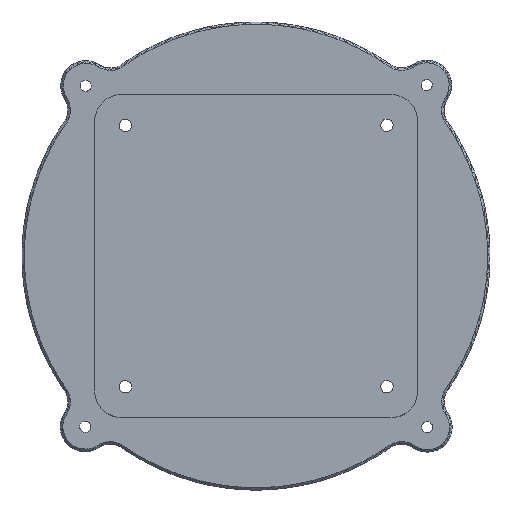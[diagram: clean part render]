
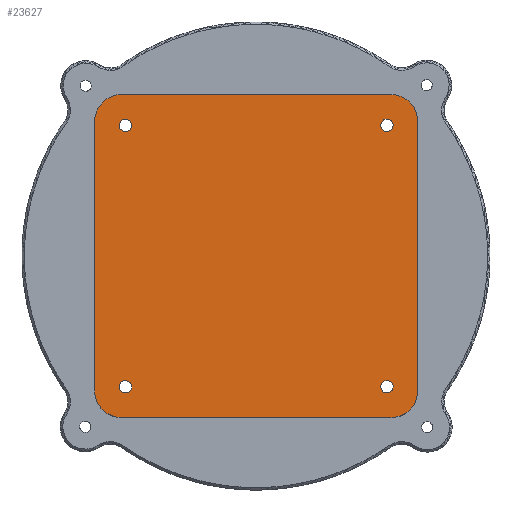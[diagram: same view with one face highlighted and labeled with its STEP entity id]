
A CAD part, top view. The second image highlights one B-rep face of the part: STEP entity #23627.
In plain terms, the highlighted planar face has unit normal (0, 0, 1).
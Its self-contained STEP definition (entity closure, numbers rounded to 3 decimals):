
#31=CIRCLE('',#23670,10.812);
#32=CIRCLE('',#23673,10.812);
#33=CIRCLE('',#23677,10.812);
#34=CIRCLE('',#23680,10.812);
#35=CIRCLE('',#25316,2.48);
#36=CIRCLE('',#25317,2.48);
#37=CIRCLE('',#25318,2.48);
#38=CIRCLE('',#25319,2.48);
#54=FACE_BOUND('',#3393,.T.);
#55=FACE_BOUND('',#3394,.T.);
#56=FACE_BOUND('',#3395,.T.);
#57=FACE_BOUND('',#3396,.T.);
#1715=FACE_OUTER_BOUND('',#3392,.T.);
#3392=EDGE_LOOP('',(#20288,#20289,#20290,#20291,#20292,#20293,#20294,#20295));
#3393=EDGE_LOOP('',(#20296));
#3394=EDGE_LOOP('',(#20297));
#3395=EDGE_LOOP('',(#20298));
#3396=EDGE_LOOP('',(#20299));
#3892=LINE('',#32770,#6977);
#3895=LINE('',#32778,#6980);
#3896=LINE('',#32781,#6981);
#3899=LINE('',#32789,#6984);
#6977=VECTOR('',#25869,10.2);
#6980=VECTOR('',#25878,10.2);
#6981=VECTOR('',#25881,10.2);
#6984=VECTOR('',#25890,10.2);
#10053=VERTEX_POINT('',#32762);
#10054=VERTEX_POINT('',#32764);
#10055=VERTEX_POINT('',#32768);
#10056=VERTEX_POINT('',#32772);
#10057=VERTEX_POINT('',#32776);
#10058=VERTEX_POINT('',#32780);
#10059=VERTEX_POINT('',#32784);
#10060=VERTEX_POINT('',#32788);
#11009=VERTEX_POINT('',#37957);
#11010=VERTEX_POINT('',#37959);
#11011=VERTEX_POINT('',#37961);
#11012=VERTEX_POINT('',#37963);
#11510=EDGE_CURVE('',#10054,#10053,#31,.T.);
#11513=EDGE_CURVE('',#10053,#10055,#3892,.T.);
#11515=EDGE_CURVE('',#10055,#10056,#32,.T.);
#11517=EDGE_CURVE('',#10056,#10057,#3895,.T.);
#11518=EDGE_CURVE('',#10058,#10054,#3896,.T.);
#11520=EDGE_CURVE('',#10059,#10058,#33,.T.);
#11522=EDGE_CURVE('',#10060,#10059,#3899,.T.);
#11524=EDGE_CURVE('',#10057,#10060,#34,.T.);
#14106=EDGE_CURVE('',#11009,#11009,#35,.T.);
#14107=EDGE_CURVE('',#11010,#11010,#36,.T.);
#14108=EDGE_CURVE('',#11011,#11011,#37,.T.);
#14109=EDGE_CURVE('',#11012,#11012,#38,.T.);
#20288=ORIENTED_EDGE('',*,*,#11524,.T.);
#20289=ORIENTED_EDGE('',*,*,#11522,.T.);
#20290=ORIENTED_EDGE('',*,*,#11520,.T.);
#20291=ORIENTED_EDGE('',*,*,#11518,.T.);
#20292=ORIENTED_EDGE('',*,*,#11510,.T.);
#20293=ORIENTED_EDGE('',*,*,#11513,.T.);
#20294=ORIENTED_EDGE('',*,*,#11515,.T.);
#20295=ORIENTED_EDGE('',*,*,#11517,.T.);
#20296=ORIENTED_EDGE('',*,*,#14106,.F.);
#20297=ORIENTED_EDGE('',*,*,#14107,.F.);
#20298=ORIENTED_EDGE('',*,*,#14108,.F.);
#20299=ORIENTED_EDGE('',*,*,#14109,.F.);
#21969=PLANE('',#25315);
#23627=ADVANCED_FACE('',(#1715,#54,#55,#56,#57),#21969,.T.);
#23670=AXIS2_PLACEMENT_3D('',#32765,#25863,#25864);
#23673=AXIS2_PLACEMENT_3D('',#32774,#25873,#25874);
#23677=AXIS2_PLACEMENT_3D('',#32785,#25885,#25886);
#23680=AXIS2_PLACEMENT_3D('',#32792,#25894,#25895);
#25315=AXIS2_PLACEMENT_3D('',#37956,#31745,#31746);
#25316=AXIS2_PLACEMENT_3D('',#37958,#31747,#31748);
#25317=AXIS2_PLACEMENT_3D('',#37960,#31749,#31750);
#25318=AXIS2_PLACEMENT_3D('',#37962,#31751,#31752);
#25319=AXIS2_PLACEMENT_3D('',#37964,#31753,#31754);
#25863=DIRECTION('center_axis',(0.,0.,1.));
#25864=DIRECTION('ref_axis',(-0.978,0.208,0.));
#25869=DIRECTION('',(-1.,0.,0.));
#25873=DIRECTION('center_axis',(0.,0.,1.));
#25874=DIRECTION('ref_axis',(-0.978,0.208,0.));
#25878=DIRECTION('',(0.,-1.,0.));
#25881=DIRECTION('',(0.,1.,0.));
#25885=DIRECTION('center_axis',(0.,0.,1.));
#25886=DIRECTION('ref_axis',(0.707,-0.707,0.));
#25890=DIRECTION('',(1.,0.,0.));
#25894=DIRECTION('center_axis',(0.,0.,1.));
#25895=DIRECTION('ref_axis',(-0.978,0.208,0.));
#31745=DIRECTION('center_axis',(0.,0.,1.));
#31746=DIRECTION('ref_axis',(0.978,-0.208,0.));
#31747=DIRECTION('center_axis',(0.,0.,1.));
#31748=DIRECTION('ref_axis',(-0.978,0.208,0.));
#31749=DIRECTION('center_axis',(0.,0.,1.));
#31750=DIRECTION('ref_axis',(-0.978,0.208,0.));
#31751=DIRECTION('center_axis',(0.,0.,1.));
#31752=DIRECTION('ref_axis',(-0.978,0.208,0.));
#31753=DIRECTION('center_axis',(0.,0.,1.));
#31754=DIRECTION('ref_axis',(-0.978,0.208,0.));
#32762=CARTESIAN_POINT('',(54.06,66.873,35.241));
#32764=CARTESIAN_POINT('',(64.872,56.061,35.241));
#32765=CARTESIAN_POINT('Origin',(54.06,56.061,35.241));
#32768=CARTESIAN_POINT('',(-54.06,66.873,35.241));
#32770=CARTESIAN_POINT('',(32.436,66.873,35.241));
#32772=CARTESIAN_POINT('',(-64.872,56.144,35.241));
#32774=CARTESIAN_POINT('Origin',(-54.06,56.061,35.241));
#32776=CARTESIAN_POINT('',(-64.872,-52.143,35.241));
#32778=CARTESIAN_POINT('',(-64.872,33.875,35.241));
#32780=CARTESIAN_POINT('',(64.872,-52.059,35.241));
#32781=CARTESIAN_POINT('',(64.872,-30.435,35.241));
#32784=CARTESIAN_POINT('',(54.139,-62.871,35.241));
#32785=CARTESIAN_POINT('Origin',(54.06,-52.059,35.241));
#32788=CARTESIAN_POINT('',(-54.14,-62.871,35.241));
#32789=CARTESIAN_POINT('',(-31.875,-62.871,35.241));
#32792=CARTESIAN_POINT('Origin',(-54.06,-52.059,35.241));
#37956=CARTESIAN_POINT('Origin',(-63.6,65.601,35.241));
#37957=CARTESIAN_POINT('',(-50.074,53.985,35.241));
#37958=CARTESIAN_POINT('Origin',(-52.5,54.501,35.241));
#37959=CARTESIAN_POINT('',(54.926,53.985,35.241));
#37960=CARTESIAN_POINT('Origin',(52.5,54.501,35.241));
#37961=CARTESIAN_POINT('',(-50.074,-51.015,35.241));
#37962=CARTESIAN_POINT('Origin',(-52.5,-50.499,35.241));
#37963=CARTESIAN_POINT('',(54.926,-51.015,35.241));
#37964=CARTESIAN_POINT('Origin',(52.5,-50.499,35.241));
